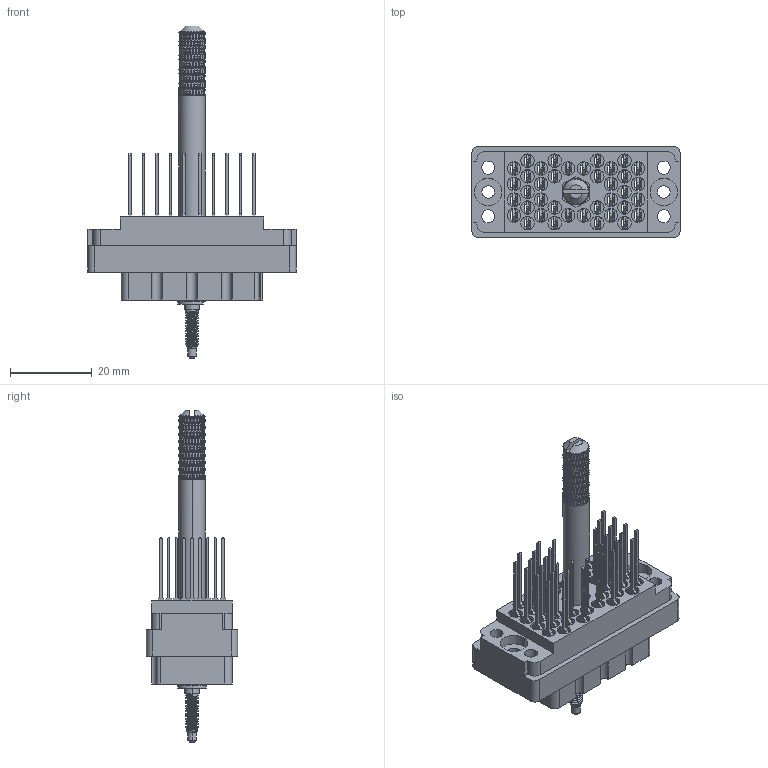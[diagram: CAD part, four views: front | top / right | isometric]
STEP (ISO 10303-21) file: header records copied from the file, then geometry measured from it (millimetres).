
FILE_DESCRIPTION (( 'STEP AP203' ), '1' );
FILE_NAME ('516-038-541-205.STEP', '2020-03-05T16:06:23', ( '' ), ( '' ), 'SwSTEP 2.0', 'SolidWorks 2016', '' );
FILE_SCHEMA (( 'CONFIG_CONTROL_DESIGN' ));
Length unit declared in the file: inch
Products named in the file (8): 516-038-541-205; 516-253-035-100; 516-292-001_541 Contact; Actuating Screw Assy 038-056; 516-251-035-100; 516 Part Receptacle_038; 516-250-038-111; 516-253-138-107
Assembly tree (45 placements, depth 3):
  516-038-541-205
    516 Part Receptacle_038
    516-292-001_541 Contact  x38
    Actuating Screw Assy 038-056
      516-251-035-100
      516-253-035-100  x2
      516-253-138-107
      516-250-038-111
Bounding box: 50.8 x 22.25 x 81.03 mm (x, y, z)
Volume: 14072.4 mm3; surface area: 23699.4 mm2
Topology: 44 solids, 44 shells, 5053 faces, 13600 edges, 8654 vertices
Faces by surface type: plane 2309, cylinder 1490, bspline 1234, cone 20
Entity records: 101549 total; most frequent: CARTESIAN_POINT 54312, ORIENTED_EDGE 11784, DIRECTION 6972, EDGE_CURVE 5892, VERTEX_POINT 3540, EDGE_LOOP 2498, ADVANCED_FACE 2383, FACE_OUTER_BOUND 2383
